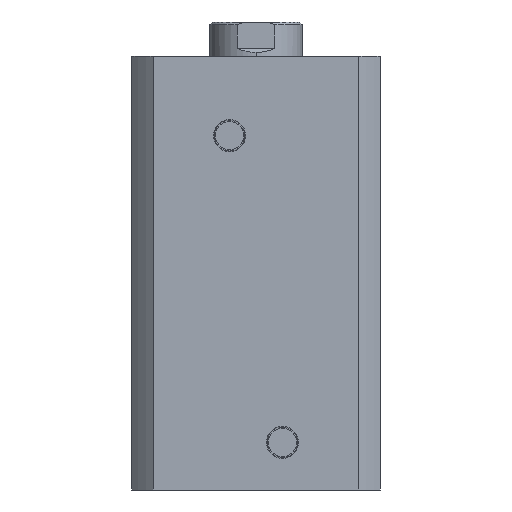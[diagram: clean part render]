
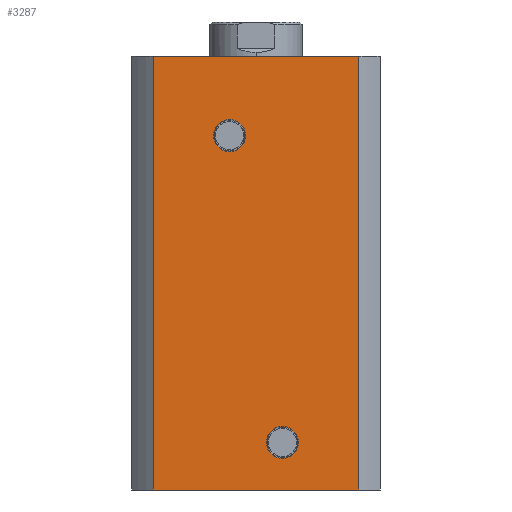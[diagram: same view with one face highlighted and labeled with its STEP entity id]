
A CAD part, left-side view. The second image highlights one B-rep face of the part: STEP entity #3287.
In plain terms, the highlighted planar face has unit normal (-1, 0, 0).
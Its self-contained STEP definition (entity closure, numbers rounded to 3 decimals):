
#42 = CARTESIAN_POINT ( 'NONE',  ( -47., 10., 134. ) ) ;
#43 = DIRECTION ( 'NONE',  ( -1., 0., 0. ) ) ;
#44 = DIRECTION ( 'NONE',  ( 0., 0., 1. ) ) ;
#68 = CARTESIAN_POINT ( 'NONE',  ( -47., -10., 18. ) ) ;
#69 = DIRECTION ( 'NONE',  ( -1., 0., 0. ) ) ;
#70 = DIRECTION ( 'NONE',  ( 0., 0., 1. ) ) ;
#322 = VERTEX_POINT ( 'NONE', #3650 ) ;
#475 = VERTEX_POINT ( 'NONE', #3656 ) ;
#477 = VERTEX_POINT ( 'NONE', #3663 ) ;
#480 = VERTEX_POINT ( 'NONE', #3660 ) ;
#694 = AXIS2_PLACEMENT_3D ( 'NONE', #873, #874, #875 ) ;
#696 = AXIS2_PLACEMENT_3D ( 'NONE', #868, #869, #870 ) ;
#697 = AXIS2_PLACEMENT_3D ( 'NONE', #835, #829, #839 ) ;
#760 = ORIENTED_EDGE ( 'NONE', *, *, #3630, .T. ) ;
#761 = ORIENTED_EDGE ( 'NONE', *, *, #3572, .F. ) ;
#762 = ORIENTED_EDGE ( 'NONE', *, *, #3571, .F. ) ;
#763 = ORIENTED_EDGE ( 'NONE', *, *, #3570, .T. ) ;
#764 = ORIENTED_EDGE ( 'NONE', *, *, #1929, .F. ) ;
#765 = ORIENTED_EDGE ( 'NONE', *, *, #3569, .F. ) ;
#766 = ORIENTED_EDGE ( 'NONE', *, *, #1917, .F. ) ;
#767 = ORIENTED_EDGE ( 'NONE', *, *, #3568, .F. ) ;
#829 = DIRECTION ( 'NONE',  ( 1., 0., 0. ) ) ;
#835 = CARTESIAN_POINT ( 'NONE',  ( -47., 0., 164. ) ) ;
#837 = PLANE ( 'NONE',  #697 ) ;
#839 = DIRECTION ( 'NONE',  ( 0., 1., 0. ) ) ;
#866 = CARTESIAN_POINT ( 'NONE',  ( -47., 0., 0. ) ) ;
#867 = DIRECTION ( 'NONE',  ( 0., -1., 0. ) ) ;
#868 = CARTESIAN_POINT ( 'NONE',  ( -47., 10., 134. ) ) ;
#869 = DIRECTION ( 'NONE',  ( -1., 0., 0. ) ) ;
#870 = DIRECTION ( 'NONE',  ( 0., 0., 1. ) ) ;
#871 = CARTESIAN_POINT ( 'NONE',  ( -47., 0., 164. ) ) ;
#872 = CARTESIAN_POINT ( 'NONE',  ( -47., -38.884, 164. ) ) ;
#873 = CARTESIAN_POINT ( 'NONE',  ( -47., -10., 18. ) ) ;
#874 = DIRECTION ( 'NONE',  ( -1., 0., 0. ) ) ;
#875 = DIRECTION ( 'NONE',  ( 0., 0., 1. ) ) ;
#877 = DIRECTION ( 'NONE',  ( 0., 0., -1. ) ) ;
#879 = DIRECTION ( 'NONE',  ( 0., -1., 0. ) ) ;
#1183 = FACE_BOUND ( 'NONE', #2736, .T. ) ;
#1185 = FACE_OUTER_BOUND ( 'NONE', #2729, .T. ) ;
#1187 = FACE_BOUND ( 'NONE', #2756, .T. ) ;
#1188 = CIRCLE ( 'NONE', #694, 6.06 ) ;
#1189 = VECTOR ( 'NONE', #877, 1000. ) ;
#1191 = LINE ( 'NONE', #871, #1199 ) ;
#1193 = CIRCLE ( 'NONE', #696, 6.06 ) ;
#1196 = VECTOR ( 'NONE', #867, 1000. ) ;
#1197 = LINE ( 'NONE', #866, #1196 ) ;
#1198 = LINE ( 'NONE', #872, #1189 ) ;
#1199 = VECTOR ( 'NONE', #879, 1000. ) ;
#1564 = VERTEX_POINT ( 'NONE', #3704 ) ;
#1573 = VERTEX_POINT ( 'NONE', #3713 ) ;
#1582 = VERTEX_POINT ( 'NONE', #3722 ) ;
#1585 = VERTEX_POINT ( 'NONE', #3723 ) ;
#1917 = EDGE_CURVE ( 'NONE', #1585, #1582, #2621, .T. ) ;
#1929 = EDGE_CURVE ( 'NONE', #1573, #1564, #2637, .T. ) ;
#2422 = CARTESIAN_POINT ( 'NONE',  ( -47., 38.884, 164. ) ) ;
#2423 = DIRECTION ( 'NONE',  ( 0., 0., -1. ) ) ;
#2621 = CIRCLE ( 'NONE', #3504, 6.06 ) ;
#2637 = CIRCLE ( 'NONE', #3500, 6.06 ) ;
#2729 = EDGE_LOOP ( 'NONE', ( #763, #762, #761, #760 ) ) ;
#2736 = EDGE_LOOP ( 'NONE', ( #767, #766 ) ) ;
#2756 = EDGE_LOOP ( 'NONE', ( #765, #764 ) ) ;
#2918 = LINE ( 'NONE', #2422, #2921 ) ;
#2921 = VECTOR ( 'NONE', #2423, 1000. ) ;
#3287 = ADVANCED_FACE ( 'NONE', ( #1183, #1187, #1185 ), #837, .F. ) ;
#3500 = AXIS2_PLACEMENT_3D ( 'NONE', #68, #69, #70 ) ;
#3504 = AXIS2_PLACEMENT_3D ( 'NONE', #42, #43, #44 ) ;
#3568 = EDGE_CURVE ( 'NONE', #1582, #1585, #1193, .T. ) ;
#3569 = EDGE_CURVE ( 'NONE', #1564, #1573, #1188, .T. ) ;
#3570 = EDGE_CURVE ( 'NONE', #477, #480, #1197, .T. ) ;
#3571 = EDGE_CURVE ( 'NONE', #475, #480, #1198, .T. ) ;
#3572 = EDGE_CURVE ( 'NONE', #322, #475, #1191, .T. ) ;
#3630 = EDGE_CURVE ( 'NONE', #322, #477, #2918, .T. ) ;
#3650 = CARTESIAN_POINT ( 'NONE',  ( -47., 38.884, 164. ) ) ;
#3656 = CARTESIAN_POINT ( 'NONE',  ( -47., -38.884, 164. ) ) ;
#3660 = CARTESIAN_POINT ( 'NONE',  ( -47., -38.884, 0. ) ) ;
#3663 = CARTESIAN_POINT ( 'NONE',  ( -47., 38.884, 0. ) ) ;
#3704 = CARTESIAN_POINT ( 'NONE',  ( -47., -10., 24.06 ) ) ;
#3713 = CARTESIAN_POINT ( 'NONE',  ( -47., -10., 11.94 ) ) ;
#3722 = CARTESIAN_POINT ( 'NONE',  ( -47., 10., 140.06 ) ) ;
#3723 = CARTESIAN_POINT ( 'NONE',  ( -47., 10., 127.94 ) ) ;
